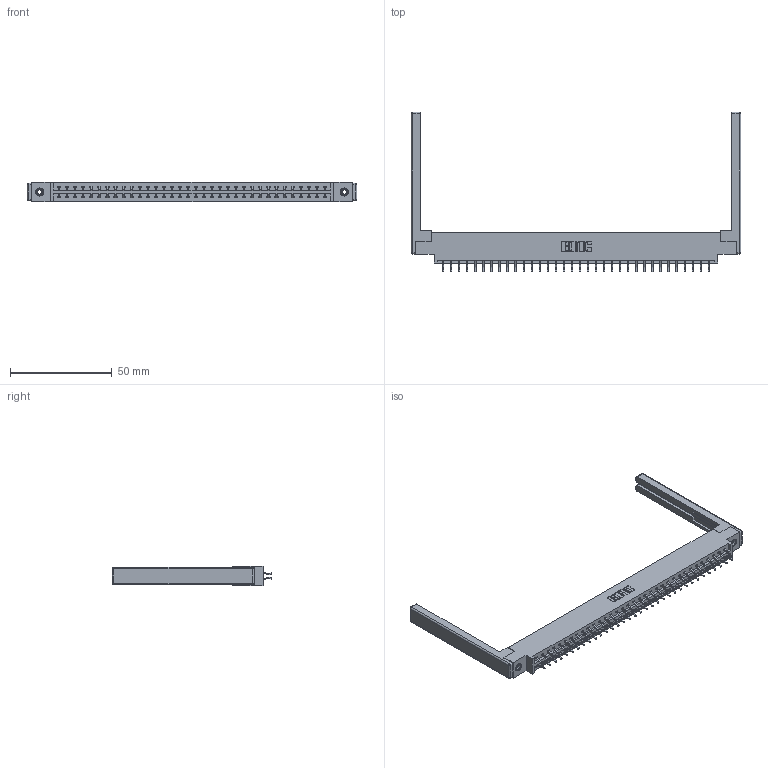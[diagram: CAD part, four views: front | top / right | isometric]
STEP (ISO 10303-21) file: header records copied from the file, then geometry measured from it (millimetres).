
FILE_DESCRIPTION (( 'STEP AP203' ), '1' );
FILE_NAME ('337-068-556-868.STEP', '2019-10-12T02:37:13', ( '' ), ( '' ), 'SwSTEP 2.0', 'SolidWorks 2016', '' );
FILE_SCHEMA (( 'CONFIG_CONTROL_DESIGN' ));
Length unit declared in the file: inch
Products named in the file (5): 307-220-068; 345-292-001_556 Tail; 337 Part_0.170 Offset - 0.156 Dia-TI; 345-250-001_345-250-001-102; 337-068-556-868
Assembly tree (73 placements, depth 2):
  337-068-556-868
    337 Part_0.170 Offset - 0.156 Dia-TI
    345-292-001_556 Tail  x68
    345-250-001_345-250-001-102  x2
    307-220-068  x2
Bounding box: 162.15 x 78.63 x 9.4 mm (x, y, z)
Volume: 21247.1 mm3; surface area: 23055.7 mm2
Topology: 73 solids, 73 shells, 4352 faces, 12885 edges, 8478 vertices
Faces by surface type: plane 3018, cylinder 1310, cone 12, sphere 8, torus 4
Entity records: 30508 total; most frequent: CARTESIAN_POINT 5127, ORIENTED_EDGE 5040, DIRECTION 4434, EDGE_CURVE 2520, LINE 2334, VECTOR 2334, VERTEX_POINT 1670, AXIS2_PLACEMENT_3D 1050
